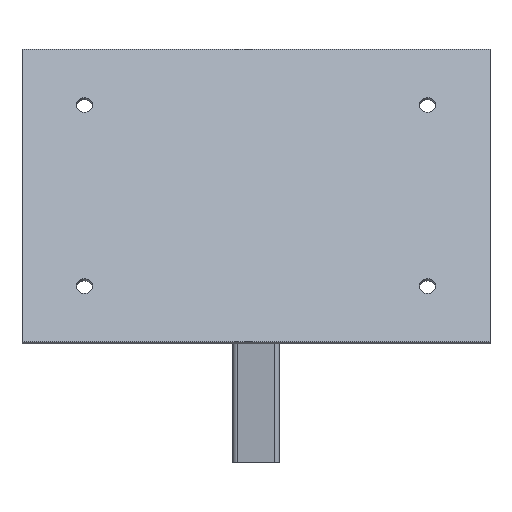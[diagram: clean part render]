
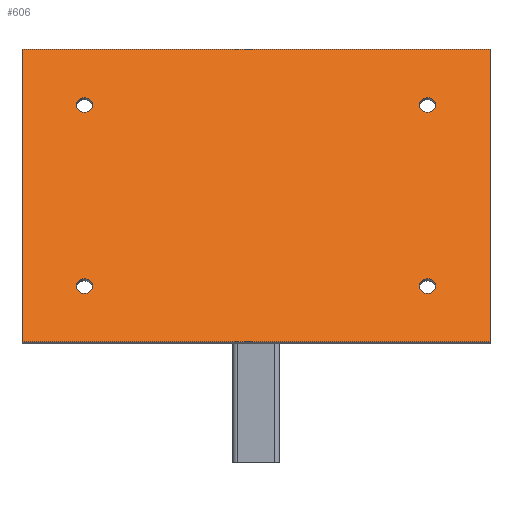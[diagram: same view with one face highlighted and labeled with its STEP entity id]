
A CAD part, top view. The second image highlights one B-rep face of the part: STEP entity #606.
In plain terms, the highlighted planar face has unit normal (0, 0.447, 0.894).
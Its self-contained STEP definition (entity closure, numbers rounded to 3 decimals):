
#19 = CIRCLE ( 'NONE', #496, 5.25 ) ;
#22 = EDGE_CURVE ( 'NONE', #577, #145, #474, .T. ) ;
#36 = CARTESIAN_POINT ( 'NONE',  ( 110., 234.175, -28.733 ) ) ;
#50 = CARTESIAN_POINT ( 'NONE',  ( -110., 113.204, 31.752 ) ) ;
#57 = CARTESIAN_POINT ( 'NONE',  ( -150., 265.256, -44.274 ) ) ;
#66 = EDGE_LOOP ( 'NONE', ( #327, #106 ) ) ;
#73 = ORIENTED_EDGE ( 'NONE', *, *, #994, .T. ) ;
#87 = VERTEX_POINT ( 'NONE', #595 ) ;
#106 = ORIENTED_EDGE ( 'NONE', *, *, #151, .F. ) ;
#110 = AXIS2_PLACEMENT_3D ( 'NONE', #1061, #968, #303 ) ;
#131 = AXIS2_PLACEMENT_3D ( 'NONE', #154, #168, #498 ) ;
#132 = VECTOR ( 'NONE', #1045, 1000. ) ;
#145 = VERTEX_POINT ( 'NONE', #975 ) ;
#147 = DIRECTION ( 'NONE',  ( 0., 0.447, 0.894 ) ) ;
#151 = EDGE_CURVE ( 'NONE', #458, #846, #186, .T. ) ;
#154 = CARTESIAN_POINT ( 'NONE',  ( 110., 229.479, -26.386 ) ) ;
#168 = DIRECTION ( 'NONE',  ( 0., 0.447, 0.894 ) ) ;
#174 = CARTESIAN_POINT ( 'NONE',  ( -150., 77.427, 49.641 ) ) ;
#186 = CIRCLE ( 'NONE', #409, 5.25 ) ;
#187 = VERTEX_POINT ( 'NONE', #892 ) ;
#203 = CARTESIAN_POINT ( 'NONE',  ( -150., 77.427, 49.641 ) ) ;
#220 = LINE ( 'NONE', #711, #1049 ) ;
#225 = VERTEX_POINT ( 'NONE', #1053 ) ;
#230 = EDGE_CURVE ( 'NONE', #813, #87, #557, .T. ) ;
#239 = EDGE_CURVE ( 'NONE', #187, #703, #1037, .T. ) ;
#241 = ORIENTED_EDGE ( 'NONE', *, *, #921, .T. ) ;
#245 = VECTOR ( 'NONE', #786, 1000. ) ;
#256 = EDGE_CURVE ( 'NONE', #145, #577, #976, .T. ) ;
#269 = CIRCLE ( 'NONE', #110, 5.25 ) ;
#270 = FACE_OUTER_BOUND ( 'NONE', #1064, .T. ) ;
#280 = AXIS2_PLACEMENT_3D ( 'NONE', #734, #542, #293 ) ;
#289 = VECTOR ( 'NONE', #598, 1000. ) ;
#293 = DIRECTION ( 'NONE',  ( 0., 0.894, -0.447 ) ) ;
#303 = DIRECTION ( 'NONE',  ( 0., 0.894, -0.447 ) ) ;
#327 = ORIENTED_EDGE ( 'NONE', *, *, #809, .F. ) ;
#329 = ORIENTED_EDGE ( 'NONE', *, *, #488, .F. ) ;
#337 = EDGE_CURVE ( 'NONE', #225, #725, #778, .T. ) ;
#344 = LINE ( 'NONE', #864, #289 ) ;
#345 = FACE_BOUND ( 'NONE', #1004, .T. ) ;
#352 = ORIENTED_EDGE ( 'NONE', *, *, #337, .F. ) ;
#384 = DIRECTION ( 'NONE',  ( 0., 0.894, -0.447 ) ) ;
#409 = AXIS2_PLACEMENT_3D ( 'NONE', #449, #793, #884 ) ;
#429 = FACE_BOUND ( 'NONE', #66, .T. ) ;
#431 = DIRECTION ( 'NONE',  ( 0., 0.447, 0.894 ) ) ;
#438 = FACE_BOUND ( 'NONE', #465, .T. ) ;
#449 = CARTESIAN_POINT ( 'NONE',  ( 110., 113.204, 31.752 ) ) ;
#458 = VERTEX_POINT ( 'NONE', #996 ) ;
#465 = EDGE_LOOP ( 'NONE', ( #534, #750 ) ) ;
#471 = EDGE_LOOP ( 'NONE', ( #329, #352 ) ) ;
#474 = CIRCLE ( 'NONE', #611, 5.25 ) ;
#488 = EDGE_CURVE ( 'NONE', #725, #225, #567, .T. ) ;
#496 = AXIS2_PLACEMENT_3D ( 'NONE', #670, #431, #1010 ) ;
#498 = DIRECTION ( 'NONE',  ( 0., 0.894, -0.447 ) ) ;
#511 = CARTESIAN_POINT ( 'NONE',  ( 0., 35.342, 70.683 ) ) ;
#534 = ORIENTED_EDGE ( 'NONE', *, *, #256, .F. ) ;
#541 = LINE ( 'NONE', #203, #245 ) ;
#542 = DIRECTION ( 'NONE',  ( 0., 0.447, 0.894 ) ) ;
#557 = LINE ( 'NONE', #57, #132 ) ;
#567 = CIRCLE ( 'NONE', #131, 5.25 ) ;
#577 = VERTEX_POINT ( 'NONE', #607 ) ;
#595 = CARTESIAN_POINT ( 'NONE',  ( -150., 265.256, -44.274 ) ) ;
#598 = DIRECTION ( 'NONE',  ( 0., -0.894, 0.447 ) ) ;
#606 = ADVANCED_FACE ( 'NONE', ( #438, #429, #783, #345, #270 ), #697, .F. ) ;
#607 = CARTESIAN_POINT ( 'NONE',  ( -110., 108.508, 34.1 ) ) ;
#611 = AXIS2_PLACEMENT_3D ( 'NONE', #862, #873, #950 ) ;
#626 = DIRECTION ( 'NONE',  ( 0., 0.447, 0.894 ) ) ;
#630 = ORIENTED_EDGE ( 'NONE', *, *, #230, .T. ) ;
#633 = CARTESIAN_POINT ( 'NONE',  ( 110., 229.479, -26.386 ) ) ;
#634 = AXIS2_PLACEMENT_3D ( 'NONE', #50, #626, #986 ) ;
#659 = EDGE_CURVE ( 'NONE', #703, #187, #269, .T. ) ;
#670 = CARTESIAN_POINT ( 'NONE',  ( 110., 113.204, 31.752 ) ) ;
#672 = AXIS2_PLACEMENT_3D ( 'NONE', #633, #147, #384 ) ;
#697 = PLANE ( 'NONE',  #1046 ) ;
#703 = VERTEX_POINT ( 'NONE', #883 ) ;
#711 = CARTESIAN_POINT ( 'NONE',  ( 150., 77.427, 49.641 ) ) ;
#725 = VERTEX_POINT ( 'NONE', #36 ) ;
#734 = CARTESIAN_POINT ( 'NONE',  ( -110., 229.479, -26.386 ) ) ;
#750 = ORIENTED_EDGE ( 'NONE', *, *, #22, .F. ) ;
#776 = CARTESIAN_POINT ( 'NONE',  ( 150., 265.256, -44.274 ) ) ;
#778 = CIRCLE ( 'NONE', #672, 5.25 ) ;
#783 = FACE_BOUND ( 'NONE', #471, .T. ) ;
#786 = DIRECTION ( 'NONE',  ( 1., 0., 0. ) ) ;
#793 = DIRECTION ( 'NONE',  ( 0., 0.447, 0.894 ) ) ;
#809 = EDGE_CURVE ( 'NONE', #846, #458, #19, .T. ) ;
#813 = VERTEX_POINT ( 'NONE', #776 ) ;
#820 = ORIENTED_EDGE ( 'NONE', *, *, #239, .F. ) ;
#843 = VERTEX_POINT ( 'NONE', #931 ) ;
#846 = VERTEX_POINT ( 'NONE', #860 ) ;
#848 = EDGE_CURVE ( 'NONE', #87, #852, #344, .T. ) ;
#852 = VERTEX_POINT ( 'NONE', #174 ) ;
#856 = DIRECTION ( 'NONE',  ( 0., 0.894, -0.447 ) ) ;
#860 = CARTESIAN_POINT ( 'NONE',  ( 110., 117.9, 29.404 ) ) ;
#862 = CARTESIAN_POINT ( 'NONE',  ( -110., 113.204, 31.752 ) ) ;
#864 = CARTESIAN_POINT ( 'NONE',  ( -150., 77.427, 49.641 ) ) ;
#873 = DIRECTION ( 'NONE',  ( 0., 0.447, 0.894 ) ) ;
#883 = CARTESIAN_POINT ( 'NONE',  ( -110., 234.175, -28.733 ) ) ;
#884 = DIRECTION ( 'NONE',  ( 0., 0.894, -0.447 ) ) ;
#892 = CARTESIAN_POINT ( 'NONE',  ( -110., 224.784, -24.038 ) ) ;
#921 = EDGE_CURVE ( 'NONE', #852, #843, #541, .T. ) ;
#931 = CARTESIAN_POINT ( 'NONE',  ( 150., 77.427, 49.641 ) ) ;
#936 = ORIENTED_EDGE ( 'NONE', *, *, #659, .F. ) ;
#950 = DIRECTION ( 'NONE',  ( 0., 0.894, -0.447 ) ) ;
#957 = DIRECTION ( 'NONE',  ( 0., -0.447, -0.894 ) ) ;
#968 = DIRECTION ( 'NONE',  ( 0., 0.447, 0.894 ) ) ;
#975 = CARTESIAN_POINT ( 'NONE',  ( -110., 117.9, 29.404 ) ) ;
#976 = CIRCLE ( 'NONE', #634, 5.25 ) ;
#986 = DIRECTION ( 'NONE',  ( 0., 0.894, -0.447 ) ) ;
#994 = EDGE_CURVE ( 'NONE', #843, #813, #220, .T. ) ;
#995 = ORIENTED_EDGE ( 'NONE', *, *, #848, .T. ) ;
#996 = CARTESIAN_POINT ( 'NONE',  ( 110., 108.508, 34.1 ) ) ;
#1004 = EDGE_LOOP ( 'NONE', ( #936, #820 ) ) ;
#1010 = DIRECTION ( 'NONE',  ( 0., 0.894, -0.447 ) ) ;
#1033 = DIRECTION ( 'NONE',  ( 0., 0.894, -0.447 ) ) ;
#1037 = CIRCLE ( 'NONE', #280, 5.25 ) ;
#1045 = DIRECTION ( 'NONE',  ( -1., 0., 0. ) ) ;
#1046 = AXIS2_PLACEMENT_3D ( 'NONE', #511, #957, #856 ) ;
#1049 = VECTOR ( 'NONE', #1033, 1000. ) ;
#1053 = CARTESIAN_POINT ( 'NONE',  ( 110., 224.784, -24.038 ) ) ;
#1061 = CARTESIAN_POINT ( 'NONE',  ( -110., 229.479, -26.386 ) ) ;
#1064 = EDGE_LOOP ( 'NONE', ( #73, #630, #995, #241 ) ) ;
